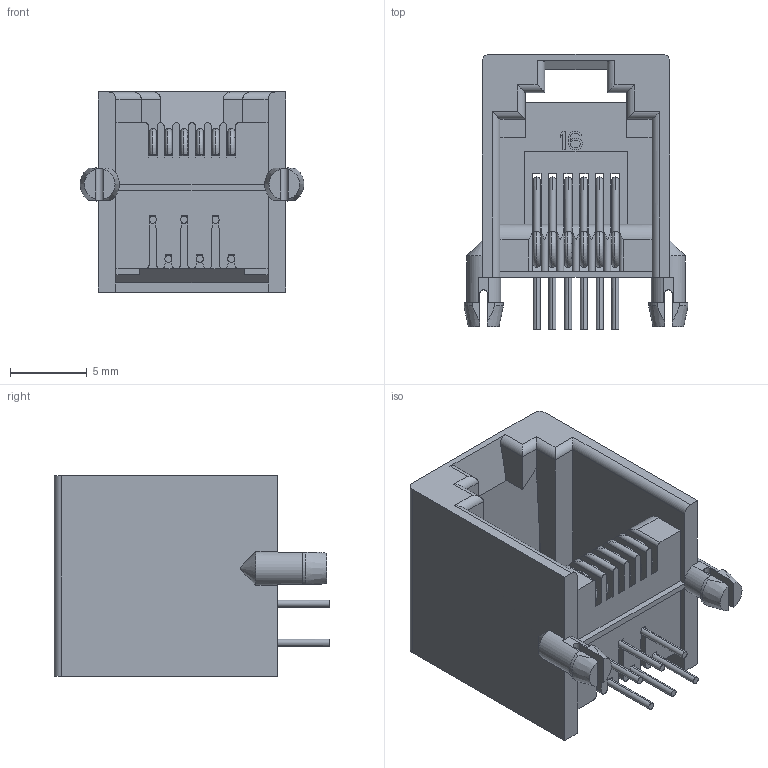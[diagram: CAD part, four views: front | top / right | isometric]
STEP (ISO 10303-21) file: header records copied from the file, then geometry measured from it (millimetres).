
FILE_DESCRIPTION(/* description */ ('VariCAD 2018-2.06 AP-214'),/* implementation_level */ '2;1');
FILE_NAME(/* name */ '62300x60.stp',/* time_stamp */ '2018-08-20T13:05:46+01:00',/* author */ (''),/* organization */ (''),/* preprocessor_version */ 'VariCAD 2018-2.06',/* originating_system */ 'VariCAD 2018-2.06; kernel version (20180118)',/* authorisation */ '');
FILE_SCHEMA(('AUTOMOTIVE_DESIGN'));
Length unit declared in the file: millimetre
Products named in the file (2): 62300x60
Assembly tree (1 placements, depth 2):
  62300x60
    62300x60
Bounding box: 14.55 x 17.9 x 13 mm (x, y, z)
Volume: 963.2 mm3; surface area: 2202.1 mm2
Topology: 1 solids, 1 shells, 435 faces, 1382 edges, 909 vertices
Faces by surface type: plane 277, cylinder 104, torus 48, cone 6
Entity records: 16211 total; most frequent: CARTESIAN_POINT 3708, ORIENTED_EDGE 2764, DIRECTION 2533, EDGE_CURVE 1382, LINE 921, VECTOR 921, VERTEX_POINT 909, AXIS2_PLACEMENT_3D 806
